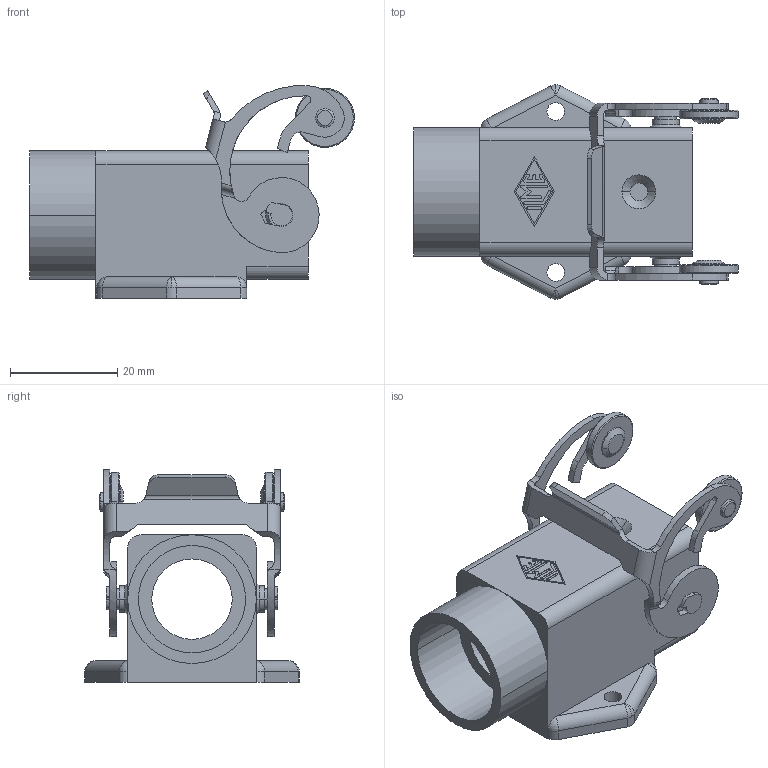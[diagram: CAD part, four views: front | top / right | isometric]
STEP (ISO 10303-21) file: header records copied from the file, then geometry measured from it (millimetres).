
FILE_DESCRIPTION(('Creo Elements/Direct Modeling STEP Export'),'2;1');
FILE_NAME('MKAX AP20.stp','2013-07-31T14:21:44',(''),(''),'Creo Elements/Direct Modeling STEP processor for AP214 (Solid Model)','Creo Elements/Direct Modeling 18.0B 02-Dec-2011 (C) Parametric Technology GmbH','');
FILE_SCHEMA(('AUTOMOTIVE_DESIGN { 1 0 10303 214 1 1 1 1 }'));
Length unit declared in the file: millimetre
Products named in the file (1): MSBO6075
Bounding box: 60.57 x 40 x 39.63 mm (x, y, z)
Volume: 11910.8 mm3; surface area: 13296.3 mm2
Topology: 1 solids, 3 shells, 306 faces, 848 edges, 565 vertices
Faces by surface type: plane 136, cylinder 133, cone 23, sphere 10, torus 4
Entity records: 11942 total; most frequent: CARTESIAN_POINT 1894, ORIENTED_EDGE 1688, DIRECTION 1557, EDGE_CURVE 844, VERTEX_POINT 565, AXIS2_PLACEMENT_3D 556, VECTOR 445, LINE 445
